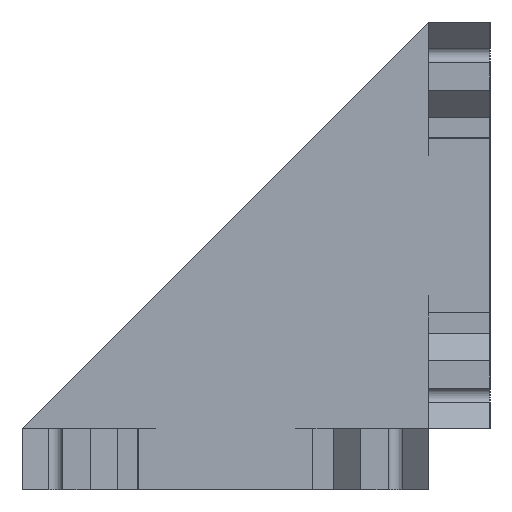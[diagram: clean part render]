
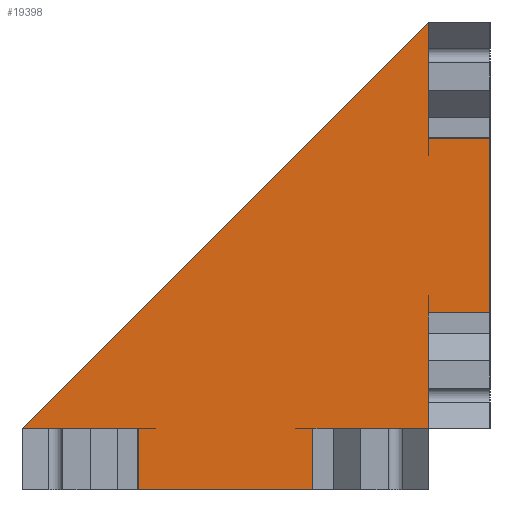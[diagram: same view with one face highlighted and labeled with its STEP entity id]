
A CAD part, left-side view. The second image highlights one B-rep face of the part: STEP entity #19398.
In plain terms, the highlighted planar face has unit normal (-1, 0, 0).
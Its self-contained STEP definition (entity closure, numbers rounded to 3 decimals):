
#724=FACE_OUTER_BOUND('',#1754,.T.);
#1754=EDGE_LOOP('',(#12778,#12779,#12780,#12781,#12782,#12783,#12784,#12785,
#12786,#12787,#12788));
#2821=LINE('',#27417,#5320);
#2889=LINE('',#27564,#5388);
#2890=LINE('',#27566,#5389);
#2891=LINE('',#27568,#5390);
#2892=LINE('',#27570,#5391);
#2893=LINE('',#27572,#5392);
#2894=LINE('',#27574,#5393);
#2895=LINE('',#27576,#5394);
#2896=LINE('',#27578,#5395);
#2897=LINE('',#27580,#5396);
#2898=LINE('',#27581,#5397);
#5320=VECTOR('',#21936,10.);
#5388=VECTOR('',#22028,10.);
#5389=VECTOR('',#22029,10.);
#5390=VECTOR('',#22030,10.);
#5391=VECTOR('',#22031,10.);
#5392=VECTOR('',#22032,10.);
#5393=VECTOR('',#22033,10.);
#5394=VECTOR('',#22034,10.);
#5395=VECTOR('',#22035,10.);
#5396=VECTOR('',#22036,10.);
#5397=VECTOR('',#22037,10.);
#7819=VERTEX_POINT('',#27414);
#7820=VERTEX_POINT('',#27416);
#7887=VERTEX_POINT('',#27563);
#7888=VERTEX_POINT('',#27565);
#7889=VERTEX_POINT('',#27567);
#7890=VERTEX_POINT('',#27569);
#7891=VERTEX_POINT('',#27571);
#7892=VERTEX_POINT('',#27573);
#7893=VERTEX_POINT('',#27575);
#7894=VERTEX_POINT('',#27577);
#7895=VERTEX_POINT('',#27579);
#9763=EDGE_CURVE('',#7820,#7819,#2821,.T.);
#9831=EDGE_CURVE('',#7887,#7819,#2889,.T.);
#9832=EDGE_CURVE('',#7887,#7888,#2890,.T.);
#9833=EDGE_CURVE('',#7889,#7888,#2891,.T.);
#9834=EDGE_CURVE('',#7889,#7890,#2892,.T.);
#9835=EDGE_CURVE('',#7891,#7890,#2893,.T.);
#9836=EDGE_CURVE('',#7891,#7892,#2894,.T.);
#9837=EDGE_CURVE('',#7892,#7893,#2895,.T.);
#9838=EDGE_CURVE('',#7894,#7893,#2896,.T.);
#9839=EDGE_CURVE('',#7895,#7894,#2897,.T.);
#9840=EDGE_CURVE('',#7895,#7820,#2898,.T.);
#12778=ORIENTED_EDGE('',*,*,#9763,.T.);
#12779=ORIENTED_EDGE('',*,*,#9831,.F.);
#12780=ORIENTED_EDGE('',*,*,#9832,.T.);
#12781=ORIENTED_EDGE('',*,*,#9833,.F.);
#12782=ORIENTED_EDGE('',*,*,#9834,.T.);
#12783=ORIENTED_EDGE('',*,*,#9835,.F.);
#12784=ORIENTED_EDGE('',*,*,#9836,.T.);
#12785=ORIENTED_EDGE('',*,*,#9837,.T.);
#12786=ORIENTED_EDGE('',*,*,#9838,.F.);
#12787=ORIENTED_EDGE('',*,*,#9839,.F.);
#12788=ORIENTED_EDGE('',*,*,#9840,.T.);
#18592=PLANE('',#20442);
#19398=ADVANCED_FACE('',(#724),#18592,.T.);
#20442=AXIS2_PLACEMENT_3D('',#27562,#22026,#22027);
#21936=DIRECTION('',(0.,0.707,-0.707));
#22026=DIRECTION('center_axis',(-1.,0.,0.));
#22027=DIRECTION('ref_axis',(0.,1.,0.));
#22028=DIRECTION('',(0.,1.,0.));
#22029=DIRECTION('',(0.,0.,-1.));
#22030=DIRECTION('',(0.,1.,0.));
#22031=DIRECTION('',(0.,0.,1.));
#22032=DIRECTION('',(0.,1.,0.));
#22033=DIRECTION('',(0.,0.,1.));
#22034=DIRECTION('',(0.,-1.,0.));
#22035=DIRECTION('',(0.,0.,-1.));
#22036=DIRECTION('',(0.,-1.,0.));
#22037=DIRECTION('',(0.,0.,1.));
#27414=CARTESIAN_POINT('',(-100.,25.,0.));
#27416=CARTESIAN_POINT('',(-100.,5.,20.));
#27417=CARTESIAN_POINT('',(-100.,20.,5.));
#27562=CARTESIAN_POINT('Origin',(-100.,5.,0.));
#27563=CARTESIAN_POINT('',(-100.,19.3,0.));
#27564=CARTESIAN_POINT('',(-100.,5.,0.));
#27565=CARTESIAN_POINT('',(-100.,19.3,-3.));
#27566=CARTESIAN_POINT('',(-100.,19.3,-3.));
#27567=CARTESIAN_POINT('',(-100.,10.7,-3.));
#27568=CARTESIAN_POINT('',(-100.,5.,-3.));
#27569=CARTESIAN_POINT('',(-100.,10.7,0.));
#27570=CARTESIAN_POINT('',(-100.,10.7,-3.));
#27571=CARTESIAN_POINT('',(-100.,5.,0.));
#27572=CARTESIAN_POINT('',(-100.,5.,0.));
#27573=CARTESIAN_POINT('',(-100.,5.,5.7));
#27574=CARTESIAN_POINT('',(-100.,5.,0.));
#27575=CARTESIAN_POINT('',(-100.,2.,5.7));
#27576=CARTESIAN_POINT('',(-100.,5.,5.7));
#27577=CARTESIAN_POINT('',(-100.,2.,14.3));
#27578=CARTESIAN_POINT('',(-100.,2.,20.));
#27579=CARTESIAN_POINT('',(-100.,5.,14.3));
#27580=CARTESIAN_POINT('',(-100.,5.,14.3));
#27581=CARTESIAN_POINT('',(-100.,5.,0.));
